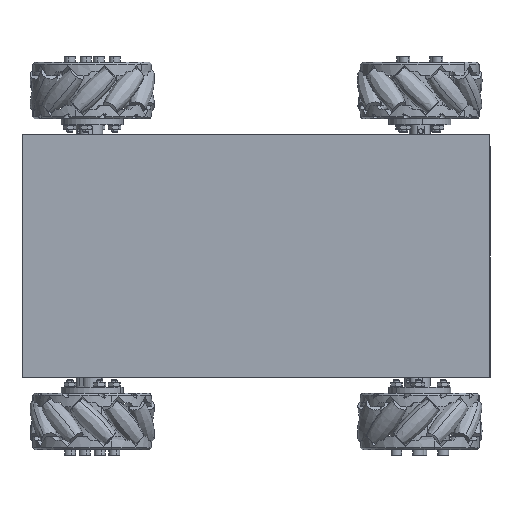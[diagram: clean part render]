
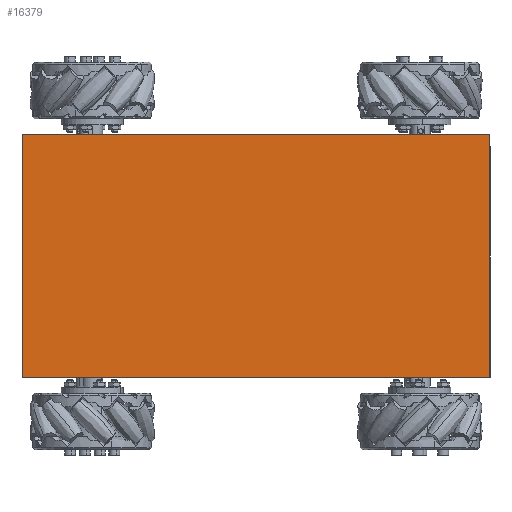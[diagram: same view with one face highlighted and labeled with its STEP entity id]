
A CAD part, front view. The second image highlights one B-rep face of the part: STEP entity #16379.
In plain terms, the highlighted planar face has unit normal (0, -1, 0).
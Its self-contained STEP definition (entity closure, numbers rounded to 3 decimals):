
#1119 = ORIENTED_EDGE ( 'NONE', *, *, #22951, .F. ) ;
#1735 = LINE ( 'NONE', #10315, #15743 ) ;
#2673 = LINE ( 'NONE', #14237, #21872 ) ;
#3071 = DIRECTION ( 'NONE',  ( 0., 0., 1. ) ) ;
#3710 = CARTESIAN_POINT ( 'NONE',  ( -150., 0., 78. ) ) ;
#4511 = DIRECTION ( 'NONE',  ( 1., 0., 0. ) ) ;
#4576 = EDGE_CURVE ( 'NONE', #8999, #16449, #15511, .T. ) ;
#4964 = VECTOR ( 'NONE', #4511, 1000. ) ;
#5269 = CARTESIAN_POINT ( 'NONE',  ( -150., 0., 78. ) ) ;
#6164 = EDGE_CURVE ( 'NONE', #9270, #8999, #1735, .T. ) ;
#6684 = ORIENTED_EDGE ( 'NONE', *, *, #19251, .F. ) ;
#8273 = EDGE_LOOP ( 'NONE', ( #6684, #1119, #12697, #18946 ) ) ;
#8697 = CARTESIAN_POINT ( 'NONE',  ( -150., 0., 78. ) ) ;
#8999 = VERTEX_POINT ( 'NONE', #13341 ) ;
#9232 = VERTEX_POINT ( 'NONE', #11999 ) ;
#9270 = VERTEX_POINT ( 'NONE', #21572 ) ;
#9721 = DIRECTION ( 'NONE',  ( 0., 0., -1. ) ) ;
#10315 = CARTESIAN_POINT ( 'NONE',  ( -150., 0., -78. ) ) ;
#11999 = CARTESIAN_POINT ( 'NONE',  ( 150., 0., 78. ) ) ;
#12282 = AXIS2_PLACEMENT_3D ( 'NONE', #15626, #17781, #9721 ) ;
#12697 = ORIENTED_EDGE ( 'NONE', *, *, #4576, .F. ) ;
#13341 = CARTESIAN_POINT ( 'NONE',  ( -150., 0., -78. ) ) ;
#14237 = CARTESIAN_POINT ( 'NONE',  ( 150., 0., 78. ) ) ;
#15511 = LINE ( 'NONE', #5269, #22255 ) ;
#15626 = CARTESIAN_POINT ( 'NONE',  ( 0., 0., 0. ) ) ;
#15743 = VECTOR ( 'NONE', #20174, 1000. ) ;
#16379 = ADVANCED_FACE ( 'NONE', ( #21083 ), #23461, .T. ) ;
#16449 = VERTEX_POINT ( 'NONE', #3710 ) ;
#17781 = DIRECTION ( 'NONE',  ( 0., -1., 0. ) ) ;
#18946 = ORIENTED_EDGE ( 'NONE', *, *, #6164, .F. ) ;
#19251 = EDGE_CURVE ( 'NONE', #9232, #9270, #2673, .T. ) ;
#20174 = DIRECTION ( 'NONE',  ( -1., 0., 0. ) ) ;
#21083 = FACE_OUTER_BOUND ( 'NONE', #8273, .T. ) ;
#21572 = CARTESIAN_POINT ( 'NONE',  ( 150., 0., -78. ) ) ;
#21872 = VECTOR ( 'NONE', #22236, 1000. ) ;
#22236 = DIRECTION ( 'NONE',  ( 0., 0., -1. ) ) ;
#22252 = LINE ( 'NONE', #8697, #4964 ) ;
#22255 = VECTOR ( 'NONE', #3071, 1000. ) ;
#22951 = EDGE_CURVE ( 'NONE', #16449, #9232, #22252, .T. ) ;
#23461 = PLANE ( 'NONE',  #12282 ) ;
